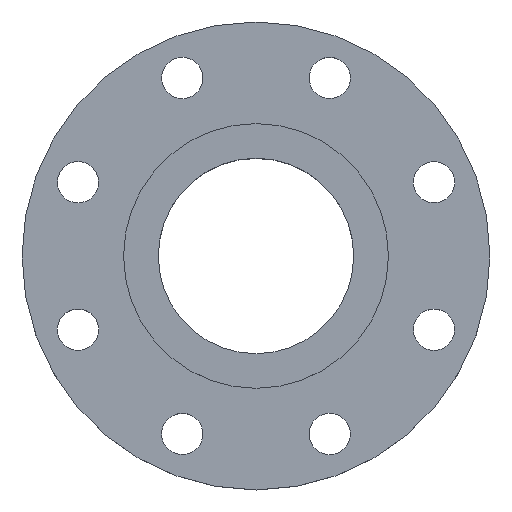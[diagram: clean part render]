
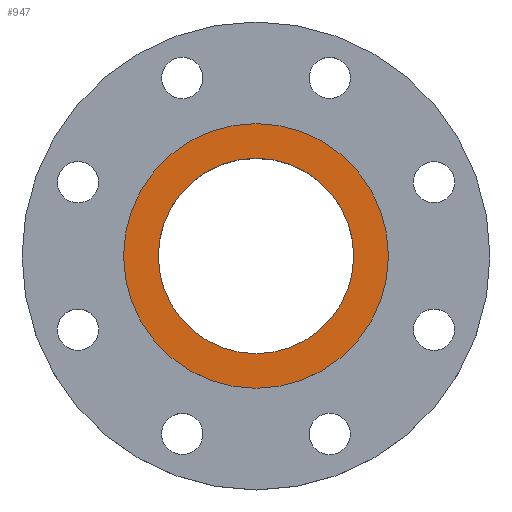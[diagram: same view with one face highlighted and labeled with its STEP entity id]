
A CAD part, top view. The second image highlights one B-rep face of the part: STEP entity #947.
In plain terms, the highlighted planar face has unit normal (0, 0, 1).
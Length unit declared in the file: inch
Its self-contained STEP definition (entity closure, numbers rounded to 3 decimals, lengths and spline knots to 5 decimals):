
#41 = CARTESIAN_POINT ( 'NONE',  ( 0., 0., 0.0625 ) ) ;
#64 = EDGE_CURVE ( 'NONE', #987, #286, #1073, .T. ) ;
#83 = AXIS2_PLACEMENT_3D ( 'NONE', #959, #124, #118 ) ;
#109 = VERTEX_POINT ( 'NONE', #723 ) ;
#118 = DIRECTION ( 'NONE',  ( 1., 0., 0. ) ) ;
#124 = DIRECTION ( 'NONE',  ( 0., 0., 1. ) ) ;
#167 = DIRECTION ( 'NONE',  ( 0., 0., 1. ) ) ;
#171 = CARTESIAN_POINT ( 'NONE',  ( 0., 0., 0.0625 ) ) ;
#232 = ORIENTED_EDGE ( 'NONE', *, *, #746, .F. ) ;
#260 = DIRECTION ( 'NONE',  ( 1., 0., 0. ) ) ;
#286 = VERTEX_POINT ( 'NONE', #708 ) ;
#324 = EDGE_CURVE ( 'NONE', #109, #726, #437, .T. ) ;
#346 = DIRECTION ( 'NONE',  ( 0., 0., 1. ) ) ;
#359 = CARTESIAN_POINT ( 'NONE',  ( 1.775, 0., 0.0625 ) ) ;
#361 = ORIENTED_EDGE ( 'NONE', *, *, #64, .T. ) ;
#394 = EDGE_LOOP ( 'NONE', ( #361, #549 ) ) ;
#407 = EDGE_LOOP ( 'NONE', ( #648, #232 ) ) ;
#437 = CIRCLE ( 'NONE', #487, 1.775 ) ;
#451 = CARTESIAN_POINT ( 'NONE',  ( -2.405, 0., 0.0625 ) ) ;
#487 = AXIS2_PLACEMENT_3D ( 'NONE', #881, #732, #964 ) ;
#515 = DIRECTION ( 'NONE',  ( 1., 0., 0. ) ) ;
#523 = DIRECTION ( 'NONE',  ( 0., 0., 1. ) ) ;
#539 = AXIS2_PLACEMENT_3D ( 'NONE', #757, #167, #260 ) ;
#549 = ORIENTED_EDGE ( 'NONE', *, *, #620, .T. ) ;
#556 = FACE_BOUND ( 'NONE', #407, .T. ) ;
#611 = PLANE ( 'NONE',  #83 ) ;
#620 = EDGE_CURVE ( 'NONE', #286, #987, #1020, .T. ) ;
#625 = DIRECTION ( 'NONE',  ( 1., 0., 0. ) ) ;
#648 = ORIENTED_EDGE ( 'NONE', *, *, #324, .F. ) ;
#703 = FACE_OUTER_BOUND ( 'NONE', #394, .T. ) ;
#708 = CARTESIAN_POINT ( 'NONE',  ( 2.405, 0., 0.0625 ) ) ;
#723 = CARTESIAN_POINT ( 'NONE',  ( -1.775, 0., 0.0625 ) ) ;
#726 = VERTEX_POINT ( 'NONE', #359 ) ;
#732 = DIRECTION ( 'NONE',  ( 0., 0., 1. ) ) ;
#746 = EDGE_CURVE ( 'NONE', #726, #109, #1101, .T. ) ;
#757 = CARTESIAN_POINT ( 'NONE',  ( 0., 0., 0.0625 ) ) ;
#881 = CARTESIAN_POINT ( 'NONE',  ( 0., 0., 0.0625 ) ) ;
#947 = ADVANCED_FACE ( 'NONE', ( #556, #703 ), #611, .T. ) ;
#959 = CARTESIAN_POINT ( 'NONE',  ( 0., 0., 0.0625 ) ) ;
#964 = DIRECTION ( 'NONE',  ( 1., 0., 0. ) ) ;
#980 = AXIS2_PLACEMENT_3D ( 'NONE', #171, #346, #515 ) ;
#981 = AXIS2_PLACEMENT_3D ( 'NONE', #41, #523, #625 ) ;
#987 = VERTEX_POINT ( 'NONE', #451 ) ;
#1020 = CIRCLE ( 'NONE', #539, 2.405 ) ;
#1073 = CIRCLE ( 'NONE', #981, 2.405 ) ;
#1101 = CIRCLE ( 'NONE', #980, 1.775 ) ;
